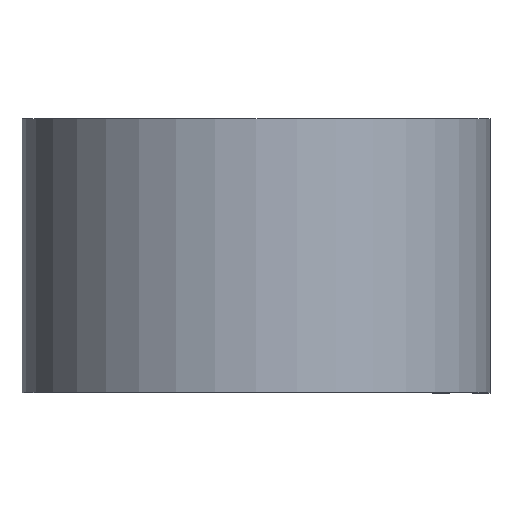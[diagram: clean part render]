
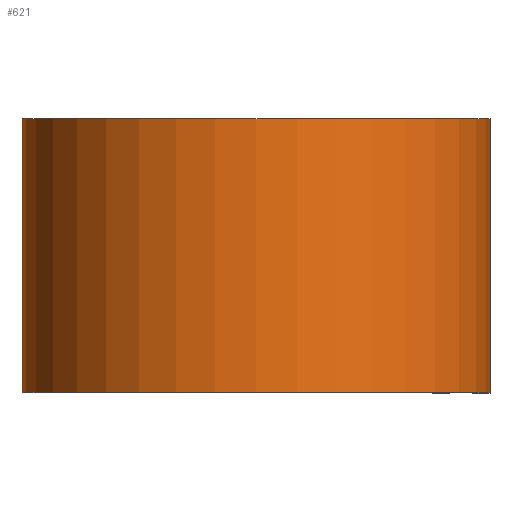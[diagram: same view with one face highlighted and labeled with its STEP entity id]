
A CAD part, top view. The second image highlights one B-rep face of the part: STEP entity #621.
In plain terms, the highlighted cylindrical face has radius 16.294 mm (diameter 32.588 mm), a partial arc.
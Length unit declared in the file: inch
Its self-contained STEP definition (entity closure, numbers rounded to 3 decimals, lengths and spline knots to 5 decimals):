
#7 = DIRECTION ( 'NONE',  ( 0., 1., 0. ) ) ;
#31 = AXIS2_PLACEMENT_3D ( 'NONE', #188, #357, #173 ) ;
#41 = EDGE_CURVE ( 'NONE', #292, #487, #142, .T. ) ;
#49 = CARTESIAN_POINT ( 'NONE',  ( 0.6415, 0.375, 0. ) ) ;
#73 = VERTEX_POINT ( 'NONE', #49 ) ;
#132 = AXIS2_PLACEMENT_3D ( 'NONE', #733, #7, #144 ) ;
#142 = CIRCLE ( 'NONE', #437, 0.6415 ) ;
#144 = DIRECTION ( 'NONE',  ( 1., 0., 0. ) ) ;
#160 = ORIENTED_EDGE ( 'NONE', *, *, #41, .T. ) ;
#173 = DIRECTION ( 'NONE',  ( 0., 0., -1. ) ) ;
#188 = CARTESIAN_POINT ( 'NONE',  ( 0., 0.375, 0. ) ) ;
#204 = EDGE_CURVE ( 'NONE', #489, #73, #372, .T. ) ;
#205 = CARTESIAN_POINT ( 'NONE',  ( 0.6415, 0.375, 0. ) ) ;
#207 = CARTESIAN_POINT ( 'NONE',  ( 0., -0.375, 0. ) ) ;
#231 = ORIENTED_EDGE ( 'NONE', *, *, #204, .F. ) ;
#238 = EDGE_CURVE ( 'NONE', #73, #487, #388, .T. ) ;
#275 = EDGE_CURVE ( 'NONE', #489, #292, #419, .T. ) ;
#292 = VERTEX_POINT ( 'NONE', #336 ) ;
#295 = DIRECTION ( 'NONE',  ( 0., -1., 0. ) ) ;
#329 = CARTESIAN_POINT ( 'NONE',  ( 0.6415, -0.375, 0. ) ) ;
#336 = CARTESIAN_POINT ( 'NONE',  ( 0., -0.375, -0.6415 ) ) ;
#343 = CARTESIAN_POINT ( 'NONE',  ( 0., 0.375, -0.6415 ) ) ;
#344 = CARTESIAN_POINT ( 'NONE',  ( 0., 0.375, -0.6415 ) ) ;
#357 = DIRECTION ( 'NONE',  ( 0., -1., 0. ) ) ;
#372 = CIRCLE ( 'NONE', #132, 0.6415 ) ;
#388 = LINE ( 'NONE', #205, #389 ) ;
#389 = VECTOR ( 'NONE', #602, 39.37008 ) ;
#419 = LINE ( 'NONE', #344, #442 ) ;
#437 = AXIS2_PLACEMENT_3D ( 'NONE', #207, #520, #499 ) ;
#438 = EDGE_LOOP ( 'NONE', ( #160, #578, #231, #651 ) ) ;
#442 = VECTOR ( 'NONE', #295, 39.37008 ) ;
#487 = VERTEX_POINT ( 'NONE', #329 ) ;
#489 = VERTEX_POINT ( 'NONE', #343 ) ;
#499 = DIRECTION ( 'NONE',  ( 1., 0., 0. ) ) ;
#520 = DIRECTION ( 'NONE',  ( 0., 1., 0. ) ) ;
#578 = ORIENTED_EDGE ( 'NONE', *, *, #238, .F. ) ;
#602 = DIRECTION ( 'NONE',  ( 0., -1., 0. ) ) ;
#621 = ADVANCED_FACE ( 'NONE', ( #631 ), #723, .T. ) ;
#631 = FACE_OUTER_BOUND ( 'NONE', #438, .T. ) ;
#651 = ORIENTED_EDGE ( 'NONE', *, *, #275, .T. ) ;
#723 = CYLINDRICAL_SURFACE ( 'NONE', #31, 0.6415 ) ;
#733 = CARTESIAN_POINT ( 'NONE',  ( 0., 0.375, 0. ) ) ;
